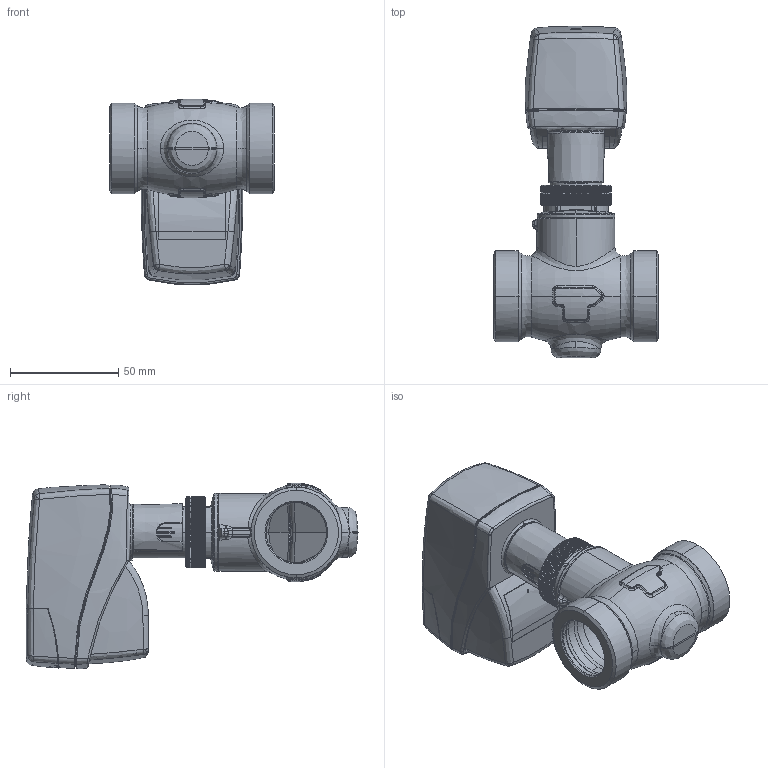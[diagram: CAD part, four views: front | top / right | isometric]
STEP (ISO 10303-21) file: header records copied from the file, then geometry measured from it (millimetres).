
FILE_DESCRIPTION (( 'STEP AP203' ), '1' );
FILE_NAME ('BR216MZ_DN25.STEP', '2012-10-15T05:53:00', ( 'test' ), ( '' ), 'SwSTEP 2.0', 'SolidWorks 2011', '' );
FILE_SCHEMA (( 'CONFIG_CONTROL_DESIGN' ));
Length unit declared in the file: millimetre
Products named in the file (15): BR216MZ_DN25; MC15; 11627087_1; 11627067_1; 11627058_1; 11627071_1; 11627081_1; 11627064_1; 11627065_1; 117437-117438_ohne kappe_1; 50036538_1; 50032688_1; 50073086_ASM; 50033897_AF0_1; 50073086_ASM_1
Assembly tree (14 placements, depth 4):
  BR216MZ_DN25
    117437-117438_ohne kappe_1
      50036538_1
      50073086_ASM
        50073086_ASM_1
        50033897_AF0_1
      50032688_1
    MC15
      11627071_1
      11627081_1
      11627058_1
      11627064_1
      11627087_1
      11627067_1
      11627065_1
Bounding box: 76 x 153.3 x 85.71 mm (x, y, z)
Volume: 96428.3 mm3; surface area: 97527.9 mm2
Topology: 8 solids, 23 shells, 5322 faces, 14758 edges, 9569 vertices
Faces by surface type: plane 3333, bspline 1378, cylinder 389, cone 206, torus 16
Entity records: 234906 total; most frequent: CARTESIAN_POINT 120868, ORIENTED_EDGE 29271, EDGE_CURVE 14664, DIRECTION 14326, VERTEX_POINT 9571, B_SPLINE_CURVE_WITH_KNOTS 8878, EDGE_LOOP 5579, FACE_OUTER_BOUND 5322
